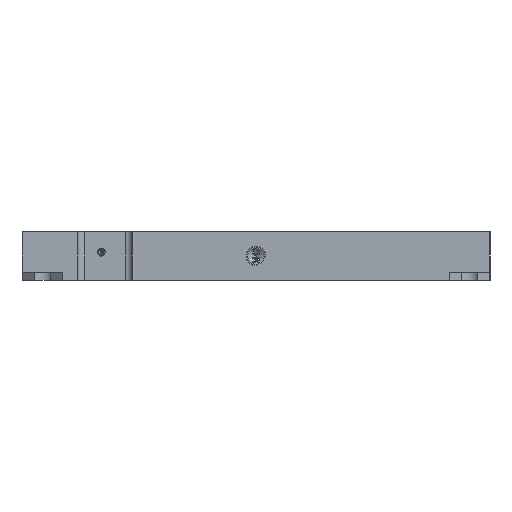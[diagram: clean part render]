
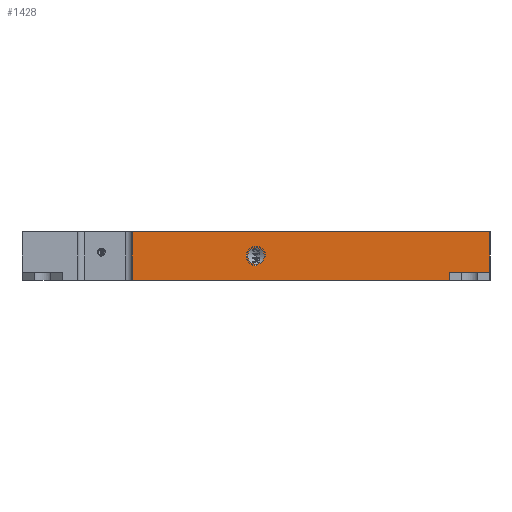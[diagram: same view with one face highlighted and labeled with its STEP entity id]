
A CAD part, left-side view. The second image highlights one B-rep face of the part: STEP entity #1428.
In plain terms, the highlighted planar face has unit normal (-1, 0, 0).
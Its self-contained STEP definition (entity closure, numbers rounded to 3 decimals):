
#1428=ADVANCED_FACE('',(#3593,#3594,#3595),#2009,.T.);
#2009=PLANE('',#10540);
#2353=LINE('',#13514,#2894);
#2377=LINE('',#13682,#2918);
#2392=LINE('',#13806,#2933);
#2436=LINE('',#13917,#2977);
#2437=LINE('',#13919,#2978);
#2438=LINE('',#13920,#2979);
#2439=LINE('',#13926,#2980);
#2440=LINE('',#13930,#2981);
#2894=VECTOR('',#11264,1.);
#2918=VECTOR('',#11410,1.);
#2933=VECTOR('',#11521,1.);
#2977=VECTOR('',#11613,1.);
#2978=VECTOR('',#11614,1.);
#2979=VECTOR('',#11615,1.);
#2980=VECTOR('',#11620,1.);
#2981=VECTOR('',#11623,1.);
#3593=FACE_BOUND('',#4062,.T.);
#3594=FACE_BOUND('',#4063,.T.);
#3595=FACE_BOUND('',#4064,.T.);
#4062=EDGE_LOOP('',(#5063,#5064,#5065,#5066,#5067,#5068));
#4063=EDGE_LOOP('',(#5069));
#4064=EDGE_LOOP('',(#5070,#5071,#5072,#5073));
#5063=ORIENTED_EDGE('',*,*,#8908,.F.);
#5064=ORIENTED_EDGE('',*,*,#8788,.F.);
#5065=ORIENTED_EDGE('',*,*,#8704,.T.);
#5066=ORIENTED_EDGE('',*,*,#8909,.F.);
#5067=ORIENTED_EDGE('',*,*,#8850,.T.);
#5068=ORIENTED_EDGE('',*,*,#8910,.F.);
#5069=ORIENTED_EDGE('',*,*,#8911,.F.);
#5070=ORIENTED_EDGE('',*,*,#8912,.F.);
#5071=ORIENTED_EDGE('',*,*,#8913,.T.);
#5072=ORIENTED_EDGE('',*,*,#8914,.T.);
#5073=ORIENTED_EDGE('',*,*,#8915,.T.);
#7670=VERTEX_POINT('',#13495);
#7679=VERTEX_POINT('',#13513);
#7763=VERTEX_POINT('',#13683);
#7823=VERTEX_POINT('',#13805);
#7824=VERTEX_POINT('',#13807);
#7867=VERTEX_POINT('',#13918);
#7868=VERTEX_POINT('',#13922);
#7869=VERTEX_POINT('',#13924);
#7870=VERTEX_POINT('',#13925);
#7871=VERTEX_POINT('',#13927);
#7872=VERTEX_POINT('',#13929);
#8704=EDGE_CURVE('',#7670,#7679,#2353,.T.);
#8788=EDGE_CURVE('',#7670,#7763,#2377,.T.);
#8850=EDGE_CURVE('',#7824,#7823,#2392,.T.);
#8908=EDGE_CURVE('',#7763,#7867,#2436,.T.);
#8909=EDGE_CURVE('',#7824,#7679,#2437,.T.);
#8910=EDGE_CURVE('',#7867,#7823,#2438,.T.);
#8911=EDGE_CURVE('',#7868,#7868,#10236,.T.);
#8912=EDGE_CURVE('',#7869,#7870,#10237,.T.);
#8913=EDGE_CURVE('',#7869,#7871,#2439,.T.);
#8914=EDGE_CURVE('',#7871,#7872,#10238,.T.);
#8915=EDGE_CURVE('',#7872,#7870,#2440,.T.);
#10236=CIRCLE('',#10537,5.125);
#10237=CIRCLE('',#10538,6.);
#10238=CIRCLE('',#10539,5.9);
#10537=AXIS2_PLACEMENT_3D('',#13921,#11616,#11617);
#10538=AXIS2_PLACEMENT_3D('',#13923,#11618,#11619);
#10539=AXIS2_PLACEMENT_3D('',#13928,#11621,#11622);
#10540=AXIS2_PLACEMENT_3D('',#13931,#11624,#11625);
#11264=DIRECTION('',(0.,1.,0.));
#11410=DIRECTION('',(0.,0.,-1.));
#11521=DIRECTION('',(0.,-1.,0.));
#11613=DIRECTION('',(0.,1.,0.));
#11614=DIRECTION('',(0.,0.,1.));
#11615=DIRECTION('',(0.,0.,-1.));
#11616=DIRECTION('',(-1.,0.,0.));
#11617=DIRECTION('',(0.,0.,-1.));
#11618=DIRECTION('',(-1.,0.,0.));
#11619=DIRECTION('',(0.,0.,-1.));
#11620=DIRECTION('',(0.,1.,0.));
#11621=DIRECTION('',(-1.,0.,0.));
#11622=DIRECTION('',(0.,0.,-1.));
#11623=DIRECTION('',(0.,0.,-1.));
#11624=DIRECTION('',(-1.,0.,0.));
#11625=DIRECTION('',(0.,0.,-1.));
#13495=CARTESIAN_POINT('',(-300.,-145.,0.));
#13513=CARTESIAN_POINT('',(-300.,76.57,0.));
#13514=CARTESIAN_POINT('',(-300.,0.,0.));
#13682=CARTESIAN_POINT('',(-300.,-145.,0.));
#13683=CARTESIAN_POINT('',(-300.,-145.,-25.));
#13805=CARTESIAN_POINT('',(-300.,-120.,-30.));
#13806=CARTESIAN_POINT('',(-300.,0.,-30.));
#13807=CARTESIAN_POINT('',(-300.,76.57,-30.));
#13917=CARTESIAN_POINT('',(-300.,-145.,-25.));
#13918=CARTESIAN_POINT('',(-300.,-120.,-25.));
#13919=CARTESIAN_POINT('',(-300.,76.57,-1.7));
#13920=CARTESIAN_POINT('',(-300.,-120.,-25.));
#13921=CARTESIAN_POINT('',(-300.,0.,-15.));
#13922=CARTESIAN_POINT('',(-300.,0.,-20.125));
#13923=CARTESIAN_POINT('',(-300.,0.,-15.));
#13924=CARTESIAN_POINT('',(-300.,-6.,-15.));
#13925=CARTESIAN_POINT('',(-300.,0.,-21.));
#13926=CARTESIAN_POINT('',(-300.,0.,-15.));
#13927=CARTESIAN_POINT('',(-300.,-5.9,-15.));
#13928=CARTESIAN_POINT('',(-300.,0.,-15.));
#13929=CARTESIAN_POINT('',(-300.,0.,-20.9));
#13930=CARTESIAN_POINT('',(-300.,0.,0.));
#13931=CARTESIAN_POINT('',(-300.,0.,0.));
